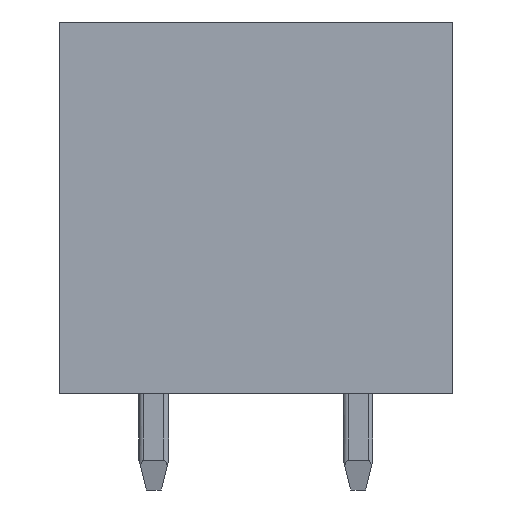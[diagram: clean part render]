
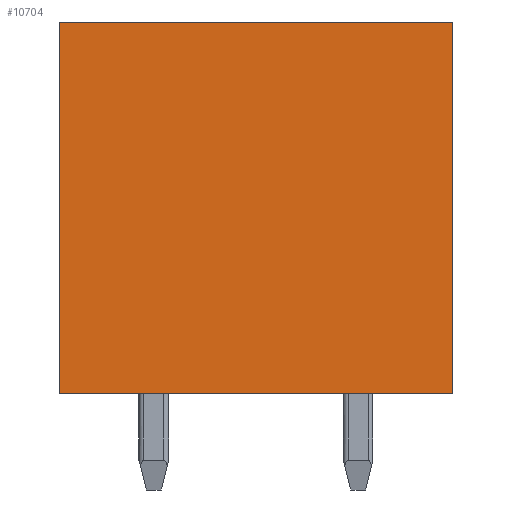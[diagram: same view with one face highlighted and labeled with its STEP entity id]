
A CAD part, left-side view. The second image highlights one B-rep face of the part: STEP entity #10704.
In plain terms, the highlighted planar face has unit normal (-1, 0, 0).
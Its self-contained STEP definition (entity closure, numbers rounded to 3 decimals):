
#841=DIRECTION('',(0.,0.,-1.));
#842=VECTOR('',#841,10.);
#843=CARTESIAN_POINT('',(-25.3,-5.3,3.7));
#844=LINE('',#843,#842);
#845=DIRECTION('',(0.,1.,0.));
#846=VECTOR('',#845,10.6);
#847=CARTESIAN_POINT('',(-25.3,-5.3,-6.3));
#848=LINE('',#847,#846);
#849=DIRECTION('',(0.,0.,1.));
#850=VECTOR('',#849,10.);
#851=CARTESIAN_POINT('',(-25.3,5.3,-6.3));
#852=LINE('',#851,#850);
#853=DIRECTION('',(0.,-1.,0.));
#854=VECTOR('',#853,10.6);
#855=CARTESIAN_POINT('',(-25.3,5.3,3.7));
#856=LINE('',#855,#854);
#7913=CARTESIAN_POINT('',(-25.3,-5.3,3.7));
#7914=CARTESIAN_POINT('',(-25.3,-5.3,-6.3));
#7915=VERTEX_POINT('',#7913);
#7916=VERTEX_POINT('',#7914);
#7917=CARTESIAN_POINT('',(-25.3,5.3,-6.3));
#7918=VERTEX_POINT('',#7917);
#7919=CARTESIAN_POINT('',(-25.3,5.3,3.7));
#7920=VERTEX_POINT('',#7919);
#10693=CARTESIAN_POINT('',(-25.3,0.,0.));
#10694=DIRECTION('',(1.,0.,0.));
#10695=DIRECTION('',(0.,-1.,0.));
#10696=AXIS2_PLACEMENT_3D('',#10693,#10694,#10695);
#10697=PLANE('',#10696);
#10698=ORIENTED_EDGE('',*,*,#9967,.T.);
#10699=ORIENTED_EDGE('',*,*,#9982,.T.);
#10700=ORIENTED_EDGE('',*,*,#10248,.T.);
#10701=ORIENTED_EDGE('',*,*,#10261,.T.);
#10702=EDGE_LOOP('',(#10698,#10699,#10700,#10701));
#10703=FACE_OUTER_BOUND('',#10702,.F.);
#10704=ADVANCED_FACE('',(#10703),#10697,.F.);
#9967=EDGE_CURVE('',#7915,#7916,#844,.T.);
#9982=EDGE_CURVE('',#7916,#7918,#848,.T.);
#10248=EDGE_CURVE('',#7918,#7920,#852,.T.);
#10261=EDGE_CURVE('',#7920,#7915,#856,.T.);
